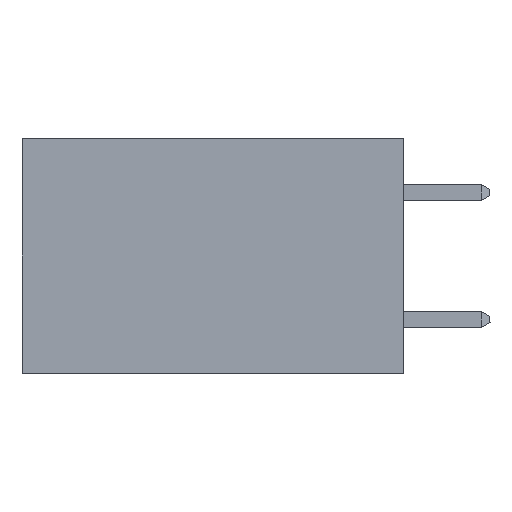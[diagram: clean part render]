
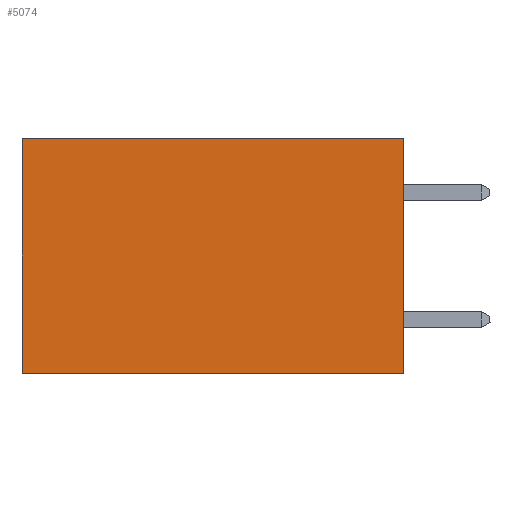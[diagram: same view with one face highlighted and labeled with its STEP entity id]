
A CAD part, left-side view. The second image highlights one B-rep face of the part: STEP entity #5074.
In plain terms, the highlighted planar face has unit normal (-1, 0, 0).
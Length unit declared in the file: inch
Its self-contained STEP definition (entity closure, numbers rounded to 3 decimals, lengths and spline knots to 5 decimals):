
#11 = FACE_OUTER_BOUND ( 'NONE', #11210, .T. ) ;
#867 = DIRECTION ( 'NONE',  ( 0., 1., 0. ) ) ;
#1067 = CARTESIAN_POINT ( 'NONE',  ( 0.2875, 0., 0. ) ) ;
#1823 = CARTESIAN_POINT ( 'NONE',  ( 0.2875, 0.6, 0. ) ) ;
#1848 = VERTEX_POINT ( 'NONE', #1823 ) ;
#2226 = ORIENTED_EDGE ( 'NONE', *, *, #8147, .F. ) ;
#2716 = DIRECTION ( 'NONE',  ( 0., 0., -1. ) ) ;
#2942 = LINE ( 'NONE', #4648, #10062 ) ;
#3188 = ORIENTED_EDGE ( 'NONE', *, *, #3702, .T. ) ;
#3702 = EDGE_CURVE ( 'NONE', #1848, #8663, #2942, .T. ) ;
#4046 = AXIS2_PLACEMENT_3D ( 'NONE', #1067, #12493, #11963 ) ;
#4375 = LINE ( 'NONE', #9666, #6991 ) ;
#4648 = CARTESIAN_POINT ( 'NONE',  ( 0.2875, 0.6, 0. ) ) ;
#5070 = DIRECTION ( 'NONE',  ( 0., 0., -1. ) ) ;
#5074 = ADVANCED_FACE ( 'NONE', ( #11 ), #10256, .F. ) ;
#5193 = ORIENTED_EDGE ( 'NONE', *, *, #9281, .F. ) ;
#5547 = VECTOR ( 'NONE', #12145, 39.37008 ) ;
#5591 = CARTESIAN_POINT ( 'NONE',  ( 0.2875, 0., -0.37 ) ) ;
#5614 = LINE ( 'NONE', #7598, #7886 ) ;
#6442 = CARTESIAN_POINT ( 'NONE',  ( 0.2875, 0., 0. ) ) ;
#6526 = VERTEX_POINT ( 'NONE', #10257 ) ;
#6991 = VECTOR ( 'NONE', #867, 39.37008 ) ;
#7468 = ORIENTED_EDGE ( 'NONE', *, *, #12174, .T. ) ;
#7598 = CARTESIAN_POINT ( 'NONE',  ( 0.2875, 0., 0. ) ) ;
#7886 = VECTOR ( 'NONE', #2716, 39.37008 ) ;
#8147 = EDGE_CURVE ( 'NONE', #9821, #6526, #5614, .T. ) ;
#8663 = VERTEX_POINT ( 'NONE', #9307 ) ;
#9281 = EDGE_CURVE ( 'NONE', #6526, #8663, #10620, .T. ) ;
#9307 = CARTESIAN_POINT ( 'NONE',  ( 0.2875, 0.6, -0.37 ) ) ;
#9666 = CARTESIAN_POINT ( 'NONE',  ( 0.2875, 0., 0. ) ) ;
#9821 = VERTEX_POINT ( 'NONE', #6442 ) ;
#10062 = VECTOR ( 'NONE', #5070, 39.37008 ) ;
#10256 = PLANE ( 'NONE',  #4046 ) ;
#10257 = CARTESIAN_POINT ( 'NONE',  ( 0.2875, 0., -0.37 ) ) ;
#10620 = LINE ( 'NONE', #5591, #5547 ) ;
#11210 = EDGE_LOOP ( 'NONE', ( #3188, #5193, #2226, #7468 ) ) ;
#11963 = DIRECTION ( 'NONE',  ( 0., 0., -1. ) ) ;
#12145 = DIRECTION ( 'NONE',  ( 0., 1., 0. ) ) ;
#12174 = EDGE_CURVE ( 'NONE', #9821, #1848, #4375, .T. ) ;
#12493 = DIRECTION ( 'NONE',  ( 1., 0., 0. ) ) ;
